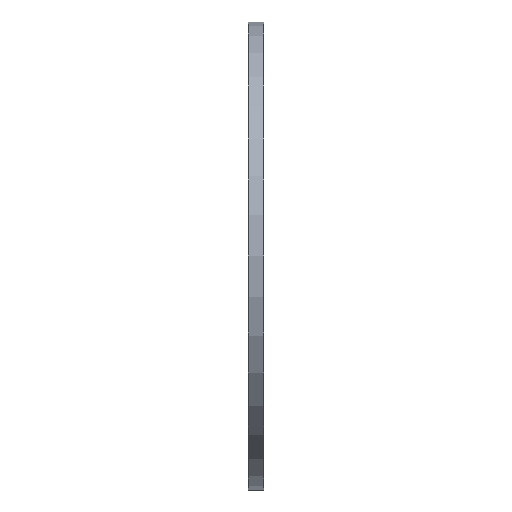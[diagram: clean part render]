
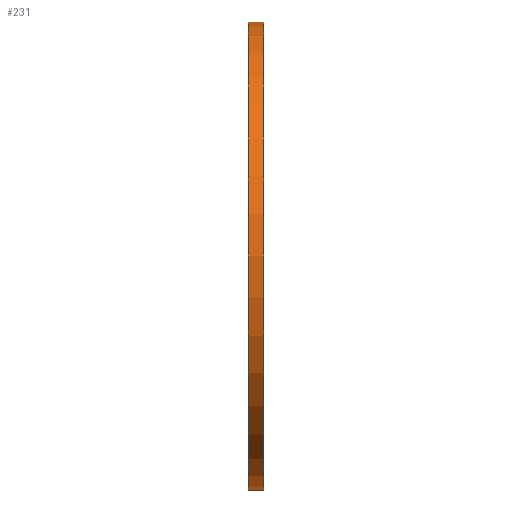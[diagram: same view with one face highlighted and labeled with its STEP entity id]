
A CAD part, left-side view. The second image highlights one B-rep face of the part: STEP entity #231.
In plain terms, the highlighted cylindrical face has radius 45 mm (diameter 90 mm), a partial arc.
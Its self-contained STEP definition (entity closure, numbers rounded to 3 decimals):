
#200 = ORIENTED_EDGE ( 'NONE', *, *, #734, .F. ) ;
#222 = LINE ( 'NONE', #1009, #938 ) ;
#231 = ADVANCED_FACE ( 'NONE', ( #1227 ), #1037, .T. ) ;
#289 = VERTEX_POINT ( 'NONE', #2043 ) ;
#397 = VERTEX_POINT ( 'NONE', #1876 ) ;
#574 = LINE ( 'NONE', #2271, #1386 ) ;
#692 = CARTESIAN_POINT ( 'NONE',  ( 0., 3., 0. ) ) ;
#719 = CARTESIAN_POINT ( 'NONE',  ( 0., 3., 45. ) ) ;
#734 = EDGE_CURVE ( 'NONE', #289, #1844, #871, .T. ) ;
#777 = EDGE_CURVE ( 'NONE', #1844, #2166, #574, .T. ) ;
#845 = DIRECTION ( 'NONE',  ( 0., 0., 1. ) ) ;
#871 = CIRCLE ( 'NONE', #1634, 45. ) ;
#938 = VECTOR ( 'NONE', #1769, 1000. ) ;
#944 = ORIENTED_EDGE ( 'NONE', *, *, #1515, .T. ) ;
#1009 = CARTESIAN_POINT ( 'NONE',  ( 0., 3., -45. ) ) ;
#1018 = DIRECTION ( 'NONE',  ( 0., 0., -1. ) ) ;
#1037 = CYLINDRICAL_SURFACE ( 'NONE', #1273, 45. ) ;
#1227 = FACE_OUTER_BOUND ( 'NONE', #1902, .T. ) ;
#1273 = AXIS2_PLACEMENT_3D ( 'NONE', #1819, #2386, #1018 ) ;
#1386 = VECTOR ( 'NONE', #2075, 1000. ) ;
#1462 = DIRECTION ( 'NONE',  ( 0., 1., 0. ) ) ;
#1515 = EDGE_CURVE ( 'NONE', #397, #2166, #1949, .T. ) ;
#1634 = AXIS2_PLACEMENT_3D ( 'NONE', #692, #1462, #2036 ) ;
#1765 = CARTESIAN_POINT ( 'NONE',  ( 0., 0., 0. ) ) ;
#1769 = DIRECTION ( 'NONE',  ( 0., -1., 0. ) ) ;
#1786 = ORIENTED_EDGE ( 'NONE', *, *, #777, .F. ) ;
#1802 = CARTESIAN_POINT ( 'NONE',  ( 0., 0., 45. ) ) ;
#1819 = CARTESIAN_POINT ( 'NONE',  ( 0., 3., 0. ) ) ;
#1844 = VERTEX_POINT ( 'NONE', #719 ) ;
#1876 = CARTESIAN_POINT ( 'NONE',  ( 0., 0., -45. ) ) ;
#1902 = EDGE_LOOP ( 'NONE', ( #1786, #200, #2113, #944 ) ) ;
#1949 = CIRCLE ( 'NONE', #2473, 45. ) ;
#2036 = DIRECTION ( 'NONE',  ( 0., 0., 1. ) ) ;
#2043 = CARTESIAN_POINT ( 'NONE',  ( 0., 3., -45. ) ) ;
#2075 = DIRECTION ( 'NONE',  ( 0., -1., 0. ) ) ;
#2113 = ORIENTED_EDGE ( 'NONE', *, *, #2260, .T. ) ;
#2166 = VERTEX_POINT ( 'NONE', #1802 ) ;
#2260 = EDGE_CURVE ( 'NONE', #289, #397, #222, .T. ) ;
#2271 = CARTESIAN_POINT ( 'NONE',  ( 0., 3., 45. ) ) ;
#2384 = DIRECTION ( 'NONE',  ( 0., 1., 0. ) ) ;
#2386 = DIRECTION ( 'NONE',  ( 0., -1., 0. ) ) ;
#2473 = AXIS2_PLACEMENT_3D ( 'NONE', #1765, #2384, #845 ) ;
